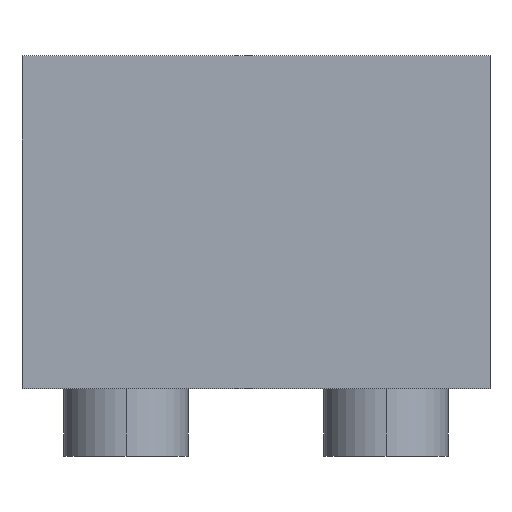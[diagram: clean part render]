
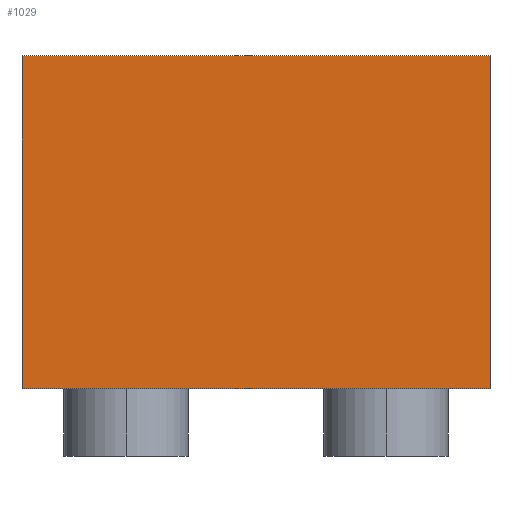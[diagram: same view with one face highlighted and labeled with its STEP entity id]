
A CAD part, front view. The second image highlights one B-rep face of the part: STEP entity #1029.
In plain terms, the highlighted planar face has unit normal (0, -1, 0).
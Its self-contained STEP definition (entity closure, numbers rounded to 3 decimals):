
#4 = DIRECTION ( 'NONE',  ( -1., 0., 0. ) ) ;
#51 = ORIENTED_EDGE ( 'NONE', *, *, #1167, .F. ) ;
#174 = VECTOR ( 'NONE', #4, 1000. ) ;
#185 = AXIS2_PLACEMENT_3D ( 'NONE', #379, #1185, #982 ) ;
#201 = LINE ( 'NONE', #929, #620 ) ;
#209 = CARTESIAN_POINT ( 'NONE',  ( 35., -12.5, 0. ) ) ;
#255 = CARTESIAN_POINT ( 'NONE',  ( 35., -12.5, 32. ) ) ;
#265 = ORIENTED_EDGE ( 'NONE', *, *, #745, .T. ) ;
#379 = CARTESIAN_POINT ( 'NONE',  ( 35., -12.5, 32. ) ) ;
#411 = LINE ( 'NONE', #1018, #174 ) ;
#549 = CARTESIAN_POINT ( 'NONE',  ( 35., -12.5, 32. ) ) ;
#562 = LINE ( 'NONE', #255, #710 ) ;
#620 = VECTOR ( 'NONE', #713, 1000. ) ;
#652 = VECTOR ( 'NONE', #1021, 1000. ) ;
#694 = VERTEX_POINT ( 'NONE', #707 ) ;
#701 = EDGE_LOOP ( 'NONE', ( #894, #51, #842, #265 ) ) ;
#707 = CARTESIAN_POINT ( 'NONE',  ( -10., -12.5, 32. ) ) ;
#710 = VECTOR ( 'NONE', #1040, 1000. ) ;
#713 = DIRECTION ( 'NONE',  ( 0., 0., -1. ) ) ;
#745 = EDGE_CURVE ( 'NONE', #694, #950, #824, .T. ) ;
#824 = LINE ( 'NONE', #1135, #652 ) ;
#842 = ORIENTED_EDGE ( 'NONE', *, *, #859, .T. ) ;
#859 = EDGE_CURVE ( 'NONE', #874, #694, #562, .T. ) ;
#874 = VERTEX_POINT ( 'NONE', #549 ) ;
#894 = ORIENTED_EDGE ( 'NONE', *, *, #1163, .F. ) ;
#929 = CARTESIAN_POINT ( 'NONE',  ( 35., -12.5, 32. ) ) ;
#950 = VERTEX_POINT ( 'NONE', #1295 ) ;
#982 = DIRECTION ( 'NONE',  ( 0., 0., 1. ) ) ;
#1018 = CARTESIAN_POINT ( 'NONE',  ( 35., -12.5, 0. ) ) ;
#1021 = DIRECTION ( 'NONE',  ( 0., 0., -1. ) ) ;
#1029 = ADVANCED_FACE ( 'NONE', ( #1284 ), #1276, .F. ) ;
#1040 = DIRECTION ( 'NONE',  ( -1., 0., 0. ) ) ;
#1082 = VERTEX_POINT ( 'NONE', #209 ) ;
#1135 = CARTESIAN_POINT ( 'NONE',  ( -10., -12.5, 32. ) ) ;
#1163 = EDGE_CURVE ( 'NONE', #1082, #950, #411, .T. ) ;
#1167 = EDGE_CURVE ( 'NONE', #874, #1082, #201, .T. ) ;
#1185 = DIRECTION ( 'NONE',  ( 0., 1., 0. ) ) ;
#1276 = PLANE ( 'NONE',  #185 ) ;
#1284 = FACE_OUTER_BOUND ( 'NONE', #701, .T. ) ;
#1295 = CARTESIAN_POINT ( 'NONE',  ( -10., -12.5, 0. ) ) ;
